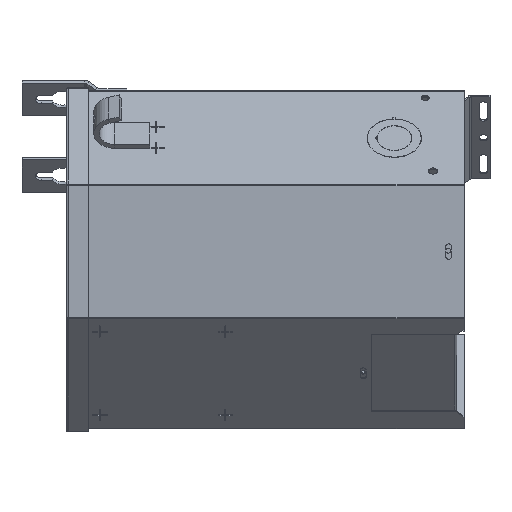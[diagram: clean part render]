
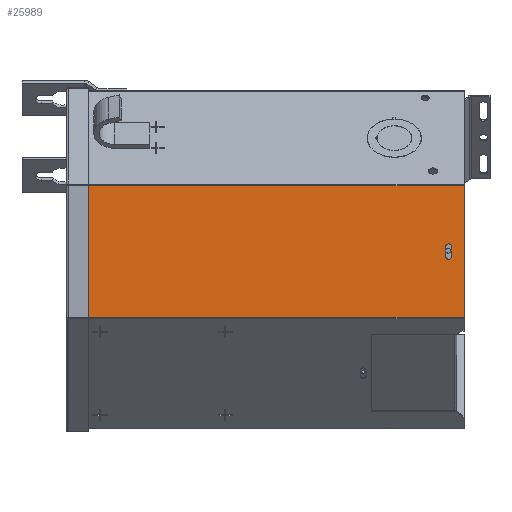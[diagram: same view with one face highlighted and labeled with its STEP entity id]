
A CAD part, left-side view. The second image highlights one B-rep face of the part: STEP entity #25989.
In plain terms, the highlighted planar face has unit normal (-1, 0, 0).
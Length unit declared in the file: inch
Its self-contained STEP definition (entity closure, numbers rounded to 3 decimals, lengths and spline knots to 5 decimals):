
#2559 = ORIENTED_EDGE ( 'NONE', *, *, #34821, .F. ) ;
#2912 = ORIENTED_EDGE ( 'NONE', *, *, #34820, .T. ) ;
#3081 = ORIENTED_EDGE ( 'NONE', *, *, #34822, .F. ) ;
#3618 = ORIENTED_EDGE ( 'NONE', *, *, #34823, .T. ) ;
#3790 = ORIENTED_EDGE ( 'NONE', *, *, #34813, .T. ) ;
#8402 = LINE ( 'NONE', #33687, #8407 ) ;
#8404 = CIRCLE ( 'NONE', #34001, 0.0935 ) ;
#8407 = VECTOR ( 'NONE', #33692, 39.37008 ) ;
#8409 = LINE ( 'NONE', #33699, #8415 ) ;
#8412 = LINE ( 'NONE', #33712, #8423 ) ;
#8415 = VECTOR ( 'NONE', #33703, 39.37008 ) ;
#8418 = CIRCLE ( 'NONE', #33998, 0.0935 ) ;
#8419 = LINE ( 'NONE', #33706, #8421 ) ;
#8420 = LINE ( 'NONE', #33711, #8425 ) ;
#8421 = VECTOR ( 'NONE', #33707, 39.37008 ) ;
#8422 = LINE ( 'NONE', #33716, #8427 ) ;
#8423 = VECTOR ( 'NONE', #33717, 39.37008 ) ;
#8425 = VECTOR ( 'NONE', #33719, 39.37008 ) ;
#8427 = VECTOR ( 'NONE', #33721, 39.37008 ) ;
#8453 = CIRCLE ( 'NONE', #33996, 0.0935 ) ;
#10316 = CARTESIAN_POINT ( 'NONE',  ( 9.92782, 0.5935, 5.55568 ) ) ;
#10514 = CARTESIAN_POINT ( 'NONE',  ( 9.92782, 0.4065, 5.55568 ) ) ;
#10551 = CARTESIAN_POINT ( 'NONE',  ( 9.92782, 0., 3.59768 ) ) ;
#10695 = CARTESIAN_POINT ( 'NONE',  ( 9.92782, 0.5935, 5.86868 ) ) ;
#10716 = CARTESIAN_POINT ( 'NONE',  ( 9.92782, 12.75, 7.82668 ) ) ;
#10813 = CARTESIAN_POINT ( 'NONE',  ( 9.92782, 0., 7.82668 ) ) ;
#10838 = CARTESIAN_POINT ( 'NONE',  ( 9.92782, 0.4065, 5.86868 ) ) ;
#10981 = CARTESIAN_POINT ( 'NONE',  ( 9.92782, 12.75, 3.59768 ) ) ;
#11097 = CARTESIAN_POINT ( 'NONE',  ( 9.92782, 0.5, 5.46218 ) ) ;
#13290 = ORIENTED_EDGE ( 'NONE', *, *, #34812, .T. ) ;
#13318 = ORIENTED_EDGE ( 'NONE', *, *, #34817, .T. ) ;
#13461 = ORIENTED_EDGE ( 'NONE', *, *, #34839, .T. ) ;
#14837 = ORIENTED_EDGE ( 'NONE', *, *, #34824, .F. ) ;
#18429 = DIRECTION ( 'NONE',  ( 0., 0., 1. ) ) ;
#18438 = CARTESIAN_POINT ( 'NONE',  ( 9.92782, 12.75, 12.08218 ) ) ;
#18456 = DIRECTION ( 'NONE',  ( -1., 0., 0. ) ) ;
#18477 = PLANE ( 'NONE',  #23639 ) ;
#18722 = VERTEX_POINT ( 'NONE', #11097 ) ;
#18728 = VERTEX_POINT ( 'NONE', #10316 ) ;
#18978 = VERTEX_POINT ( 'NONE', #10716 ) ;
#18993 = VERTEX_POINT ( 'NONE', #10838 ) ;
#19101 = VERTEX_POINT ( 'NONE', #10981 ) ;
#19157 = VERTEX_POINT ( 'NONE', #10514 ) ;
#19439 = VERTEX_POINT ( 'NONE', #10551 ) ;
#19455 = VERTEX_POINT ( 'NONE', #10813 ) ;
#19457 = VERTEX_POINT ( 'NONE', #10695 ) ;
#23639 = AXIS2_PLACEMENT_3D ( 'NONE', #18438, #18456, #18429 ) ;
#25033 = FACE_BOUND ( 'NONE', #37440, .T. ) ;
#25034 = FACE_OUTER_BOUND ( 'NONE', #37314, .T. ) ;
#25989 = ADVANCED_FACE ( 'NONE', ( #25034, #25033 ), #18477, .T. ) ;
#33687 = CARTESIAN_POINT ( 'NONE',  ( 9.92782, 0.5935, 5.86868 ) ) ;
#33692 = DIRECTION ( 'NONE',  ( 0., 0., 1. ) ) ;
#33695 = CARTESIAN_POINT ( 'NONE',  ( 9.92782, 0.5, 5.55568 ) ) ;
#33696 = DIRECTION ( 'NONE',  ( 1., 0., 0. ) ) ;
#33697 = DIRECTION ( 'NONE',  ( 0., 0., 1. ) ) ;
#33699 = CARTESIAN_POINT ( 'NONE',  ( 9.92782, 0.4065, 5.55568 ) ) ;
#33703 = DIRECTION ( 'NONE',  ( 0., 0., -1. ) ) ;
#33706 = CARTESIAN_POINT ( 'NONE',  ( 9.92782, 12.75, 7.82668 ) ) ;
#33707 = DIRECTION ( 'NONE',  ( 0., -1., 0. ) ) ;
#33711 = CARTESIAN_POINT ( 'NONE',  ( 9.92782, 12.75, 3.59768 ) ) ;
#33712 = CARTESIAN_POINT ( 'NONE',  ( 9.92782, 12.75, 12.08218 ) ) ;
#33713 = CARTESIAN_POINT ( 'NONE',  ( 9.92782, 0.5, 5.86868 ) ) ;
#33714 = DIRECTION ( 'NONE',  ( 1., 0., 0. ) ) ;
#33715 = DIRECTION ( 'NONE',  ( 0., 0., 1. ) ) ;
#33716 = CARTESIAN_POINT ( 'NONE',  ( 9.92782, 0., 12.08218 ) ) ;
#33717 = DIRECTION ( 'NONE',  ( 0., 0., 1. ) ) ;
#33719 = DIRECTION ( 'NONE',  ( 0., -1., 0. ) ) ;
#33721 = DIRECTION ( 'NONE',  ( 0., 0., -1. ) ) ;
#33753 = CARTESIAN_POINT ( 'NONE',  ( 9.92782, 0.5, 5.55568 ) ) ;
#33754 = DIRECTION ( 'NONE',  ( 1., 0., 0. ) ) ;
#33755 = DIRECTION ( 'NONE',  ( 0., 0., 1. ) ) ;
#33996 = AXIS2_PLACEMENT_3D ( 'NONE', #33753, #33754, #33755 ) ;
#33998 = AXIS2_PLACEMENT_3D ( 'NONE', #33713, #33714, #33715 ) ;
#34001 = AXIS2_PLACEMENT_3D ( 'NONE', #33695, #33696, #33697 ) ;
#34812 = EDGE_CURVE ( 'NONE', #18728, #19457, #8402, .T. ) ;
#34813 = EDGE_CURVE ( 'NONE', #19157, #18722, #8404, .T. ) ;
#34817 = EDGE_CURVE ( 'NONE', #18993, #19157, #8409, .T. ) ;
#34820 = EDGE_CURVE ( 'NONE', #19457, #18993, #8418, .T. ) ;
#34821 = EDGE_CURVE ( 'NONE', #18978, #19455, #8419, .T. ) ;
#34822 = EDGE_CURVE ( 'NONE', #19101, #18978, #8412, .T. ) ;
#34823 = EDGE_CURVE ( 'NONE', #19101, #19439, #8420, .T. ) ;
#34824 = EDGE_CURVE ( 'NONE', #19455, #19439, #8422, .T. ) ;
#34839 = EDGE_CURVE ( 'NONE', #18722, #18728, #8453, .T. ) ;
#37314 = EDGE_LOOP ( 'NONE', ( #2559, #3081, #3618, #14837 ) ) ;
#37440 = EDGE_LOOP ( 'NONE', ( #2912, #13318, #3790, #13461, #13290 ) ) ;
